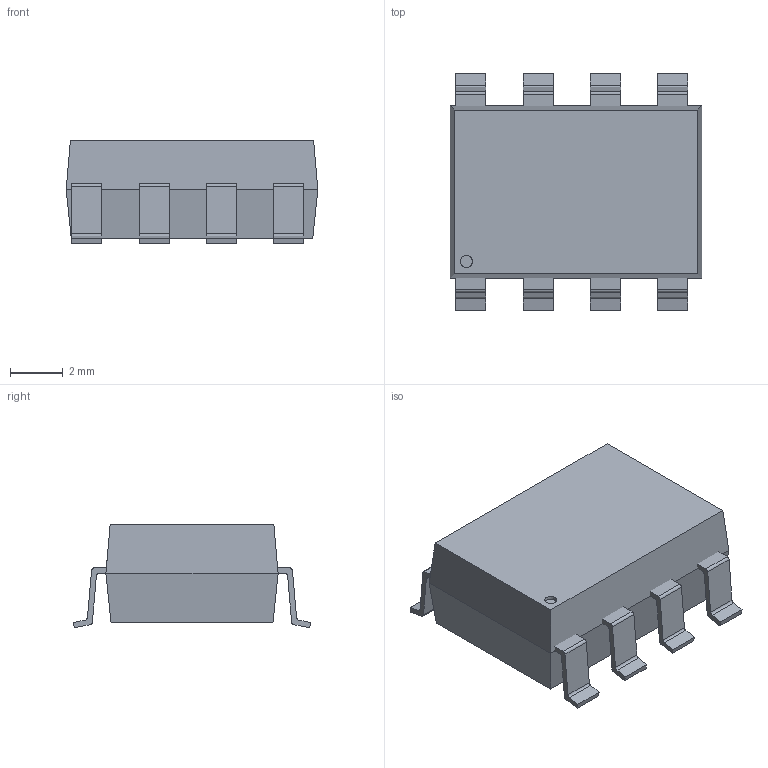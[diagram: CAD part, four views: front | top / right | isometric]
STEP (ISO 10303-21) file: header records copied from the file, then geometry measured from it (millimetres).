
FILE_DESCRIPTION (( 'STEP AP214' ), '1' );
FILE_NAME ('8-SMD.STEP', '2016-03-01T17:57:17', ( '' ), ( '' ), 'SwSTEP 2.0', 'SolidWorks 2016', '' );
FILE_SCHEMA (( 'AUTOMOTIVE_DESIGN' ));
Length unit declared in the file: millimetre
Products named in the file (1): 8-SMD
Bounding box: 9.5 x 8.96 x 3.9 mm (x, y, z)
Volume: 223.7 mm3; surface area: 419.9 mm2
Topology: 6 solids, 6 shells, 123 faces, 318 edges, 212 vertices
Faces by surface type: plane 89, cylinder 32, cone 2
Entity records: 3984 total; most frequent: CARTESIAN_POINT 654, ORIENTED_EDGE 636, DIRECTION 634, EDGE_CURVE 318, LINE 250, VECTOR 250, VERTEX_POINT 212, AXIS2_PLACEMENT_3D 192
